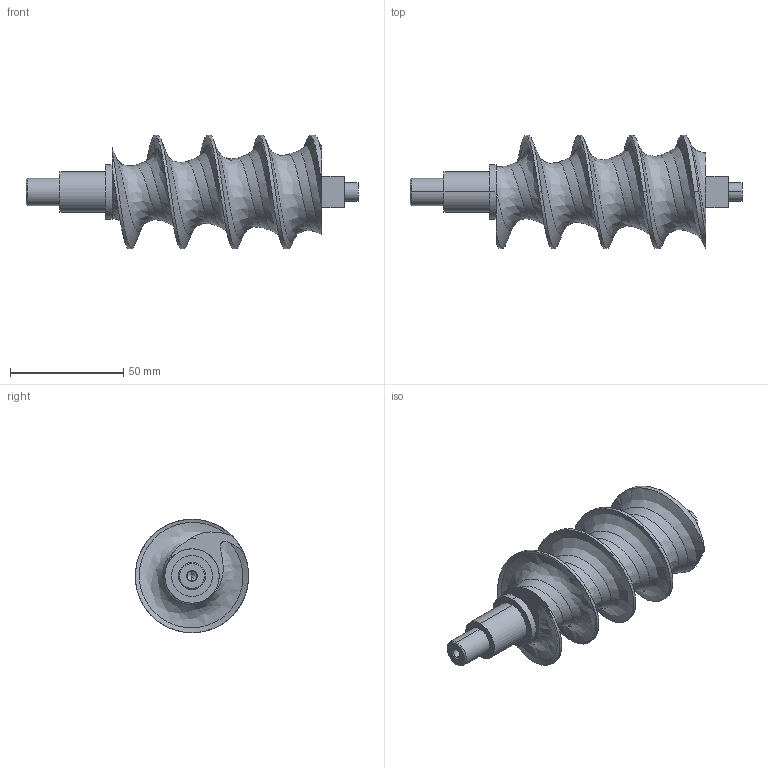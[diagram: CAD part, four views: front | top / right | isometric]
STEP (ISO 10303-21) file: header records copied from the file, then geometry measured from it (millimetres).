
FILE_DESCRIPTION (( 'STEP AP214' ), '1' );
FILE_NAME ('Compressor Screw.STEP', '2018-05-14T01:50:33', ( 'default' ), ( '' ), 'SwSTEP 2.0', 'SolidWorks 2017', '' );
FILE_SCHEMA (( 'AUTOMOTIVE_DESIGN' ));
Length unit declared in the file: millimetre
Products named in the file (1): Compressor Screw
Bounding box: 146.5 x 49.98 x 50 mm (x, y, z)
Volume: 95095.8 mm3; surface area: 21729.8 mm2
Topology: 1 solids, 1 shells, 42 faces, 102 edges, 65 vertices
Faces by surface type: cylinder 19, plane 12, cone 6, bspline 5
Entity records: 7509 total; most frequent: CARTESIAN_POINT 6538, ORIENTED_EDGE 200, DIRECTION 168, EDGE_CURVE 100, AXIS2_PLACEMENT_3D 66, VERTEX_POINT 65, EDGE_LOOP 47, ADVANCED_FACE 42
